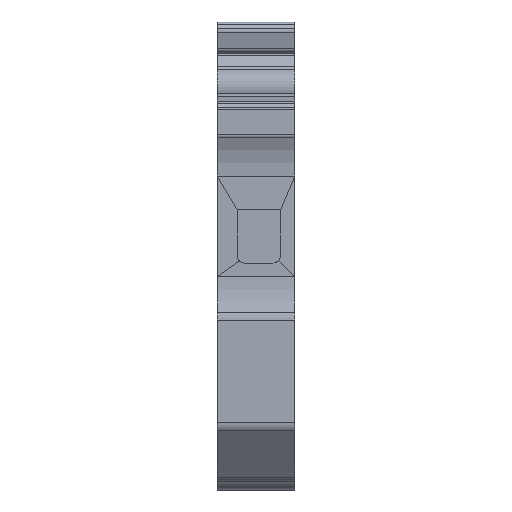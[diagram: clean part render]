
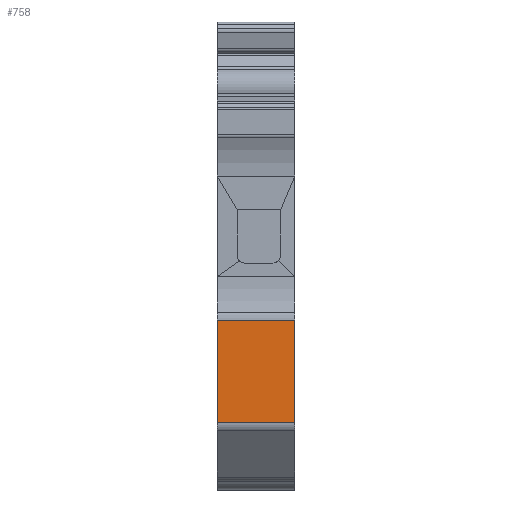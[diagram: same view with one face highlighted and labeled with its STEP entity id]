
A CAD part, left-side view. The second image highlights one B-rep face of the part: STEP entity #758.
In plain terms, the highlighted face is planar.
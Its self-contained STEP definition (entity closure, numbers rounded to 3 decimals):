
#52 = ORIENTED_EDGE ( 'NONE', *, *, #6133, .T. ) ;
#479 = VERTEX_POINT ( 'NONE', #6970 ) ;
#637 = VECTOR ( 'NONE', #5198, 1000. ) ;
#758 = ADVANCED_FACE ( 'NONE', ( #6706 ), #3394, .F. ) ;
#971 = EDGE_CURVE ( 'NONE', #1334, #479, #3729, .T. ) ;
#1104 = CARTESIAN_POINT ( 'NONE',  ( -8., 8.1, -0.345 ) ) ;
#1329 = DIRECTION ( 'NONE',  ( 0., 0., 1. ) ) ;
#1334 = VERTEX_POINT ( 'NONE', #3632 ) ;
#1999 = DIRECTION ( 'NONE',  ( 1., 0., 0. ) ) ;
#2194 = ORIENTED_EDGE ( 'NONE', *, *, #971, .F. ) ;
#3189 = VECTOR ( 'NONE', #8014, 1000. ) ;
#3394 = PLANE ( 'NONE',  #6546 ) ;
#3632 = CARTESIAN_POINT ( 'NONE',  ( -8., 8.1, -0.345 ) ) ;
#3729 = LINE ( 'NONE', #1104, #637 ) ;
#3900 = VERTEX_POINT ( 'NONE', #7071 ) ;
#4313 = LINE ( 'NONE', #5109, #5865 ) ;
#4491 = LINE ( 'NONE', #8631, #3189 ) ;
#4546 = LINE ( 'NONE', #5339, #6567 ) ;
#4611 = ORIENTED_EDGE ( 'NONE', *, *, #7661, .T. ) ;
#5109 = CARTESIAN_POINT ( 'NONE',  ( -8., 8.1, 10.231 ) ) ;
#5198 = DIRECTION ( 'NONE',  ( 1., 0., 0. ) ) ;
#5339 = CARTESIAN_POINT ( 'NONE',  ( -8., 8.1, 10.231 ) ) ;
#5747 = ORIENTED_EDGE ( 'NONE', *, *, #7524, .F. ) ;
#5865 = VECTOR ( 'NONE', #6307, 1000. ) ;
#5923 = CARTESIAN_POINT ( 'NONE',  ( -8., 8.1, 10.231 ) ) ;
#6133 = EDGE_CURVE ( 'NONE', #6922, #3900, #4546, .T. ) ;
#6307 = DIRECTION ( 'NONE',  ( 0., 0., -1. ) ) ;
#6546 = AXIS2_PLACEMENT_3D ( 'NONE', #8155, #7489, #1329 ) ;
#6567 = VECTOR ( 'NONE', #1999, 1000. ) ;
#6706 = FACE_OUTER_BOUND ( 'NONE', #7176, .T. ) ;
#6922 = VERTEX_POINT ( 'NONE', #5923 ) ;
#6970 = CARTESIAN_POINT ( 'NONE',  ( 0., 8.1, -0.345 ) ) ;
#7071 = CARTESIAN_POINT ( 'NONE',  ( 0., 8.1, 10.231 ) ) ;
#7176 = EDGE_LOOP ( 'NONE', ( #4611, #2194, #5747, #52 ) ) ;
#7489 = DIRECTION ( 'NONE',  ( 0., -1., 0. ) ) ;
#7524 = EDGE_CURVE ( 'NONE', #6922, #1334, #4313, .T. ) ;
#7661 = EDGE_CURVE ( 'NONE', #3900, #479, #4491, .T. ) ;
#8014 = DIRECTION ( 'NONE',  ( 0., 0., -1. ) ) ;
#8155 = CARTESIAN_POINT ( 'NONE',  ( -8., 8.1, 10.231 ) ) ;
#8631 = CARTESIAN_POINT ( 'NONE',  ( 0., 8.1, 10.231 ) ) ;
